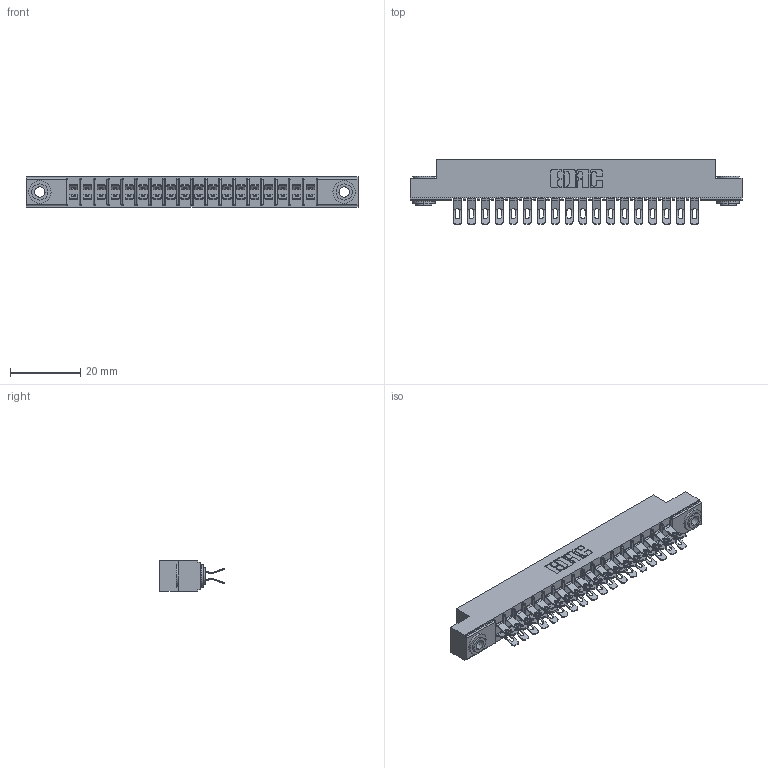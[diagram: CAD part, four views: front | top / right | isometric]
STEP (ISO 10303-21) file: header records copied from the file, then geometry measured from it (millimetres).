
FILE_DESCRIPTION (( 'STEP AP203' ), '1' );
FILE_NAME ('315-036-555-203.STEP', '2019-09-10T16:14:13', ( '' ), ( '' ), 'SwSTEP 2.0', 'SolidWorks 2016', '' );
FILE_SCHEMA (( 'CONFIG_CONTROL_DESIGN' ));
Length unit declared in the file: inch
Products named in the file (4): 305 Part_.156 Dia; 305-290-001_555; 345-250-002_345-250-002-102; 315-036-555-203
Assembly tree (39 placements, depth 2):
  315-036-555-203
    305 Part_.156 Dia
    305-290-001_555  x36
    345-250-002_345-250-002-102  x2
Bounding box: 94.34 x 18.41 x 8.71 mm (x, y, z)
Volume: 6034.1 mm3; surface area: 12006.1 mm2
Topology: 39 solids, 39 shells, 2544 faces, 7538 edges, 4924 vertices
Faces by surface type: plane 1244, cylinder 1220, sphere 72, cone 8
Entity records: 24100 total; most frequent: CARTESIAN_POINT 3987, ORIENTED_EDGE 3936, DIRECTION 3886, EDGE_CURVE 1968, LINE 1536, VECTOR 1536, VERTEX_POINT 1260, AXIS2_PLACEMENT_3D 1175
